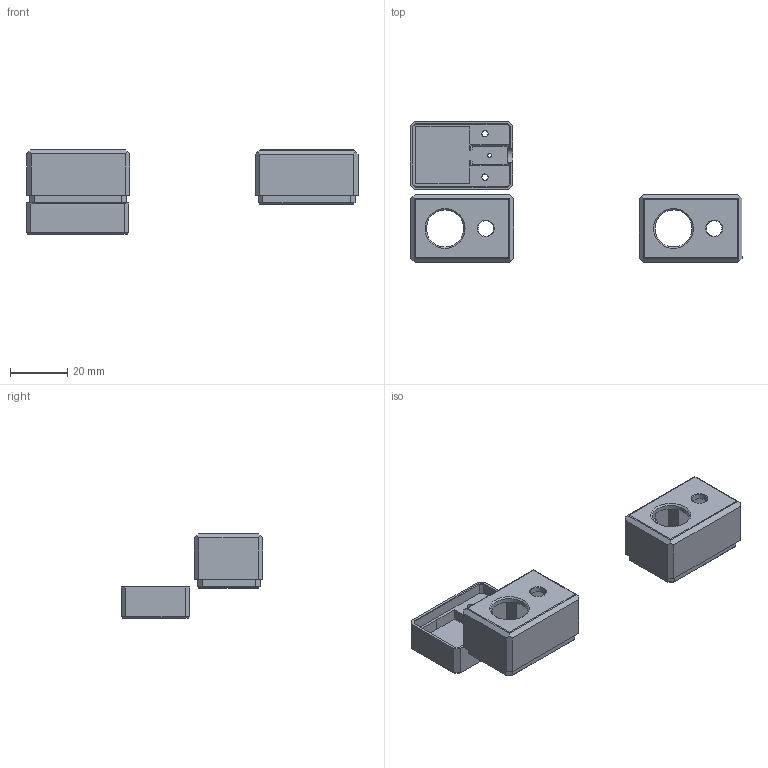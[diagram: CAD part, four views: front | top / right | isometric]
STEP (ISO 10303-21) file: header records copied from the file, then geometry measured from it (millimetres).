
FILE_DESCRIPTION(/* description */ (''),/* implementation_level */ '2;1');
FILE_NAME(/* name */ 'Box 07112024.step',/* time_stamp */ '2024-11-07T19:51:11Z',/* author */ (''),/* organization */ (''),/* preprocessor_version */ 'ST-DEVELOPER v20',/* originating_system */ 'Autodesk Translation Framework v13.20.0.188',/* authorisation */ '');
FILE_SCHEMA (('AUTOMOTIVE_DESIGN { 1 0 10303 214 3 1 1 }'));
Length unit declared in the file: millimetre
Products named in the file (4): Box; Bottom; Top; Top flat hex
Assembly tree (3 placements, depth 2):
  Box
    Bottom
    Top
    Top flat hex
Bounding box: 116.27 x 49.63 x 29.7 mm (x, y, z)
Volume: 21138.8 mm3; surface area: 14540.9 mm2
Topology: 3 solids, 3 shells, 244 faces, 617 edges, 387 vertices
Faces by surface type: plane 207, cylinder 20, cone 14, bspline 3
Full cylindrical faces by diameter (mm): 1.4 x1, 1.6 x4, 2.2 x2, 5 x2, 5.5 x2, 13 x2
Entity records: 7338 total; most frequent: CARTESIAN_POINT 1333, ORIENTED_EDGE 1232, DIRECTION 1173, EDGE_CURVE 616, LINE 535, VECTOR 535, VERTEX_POINT 387, AXIS2_PLACEMENT_3D 319
